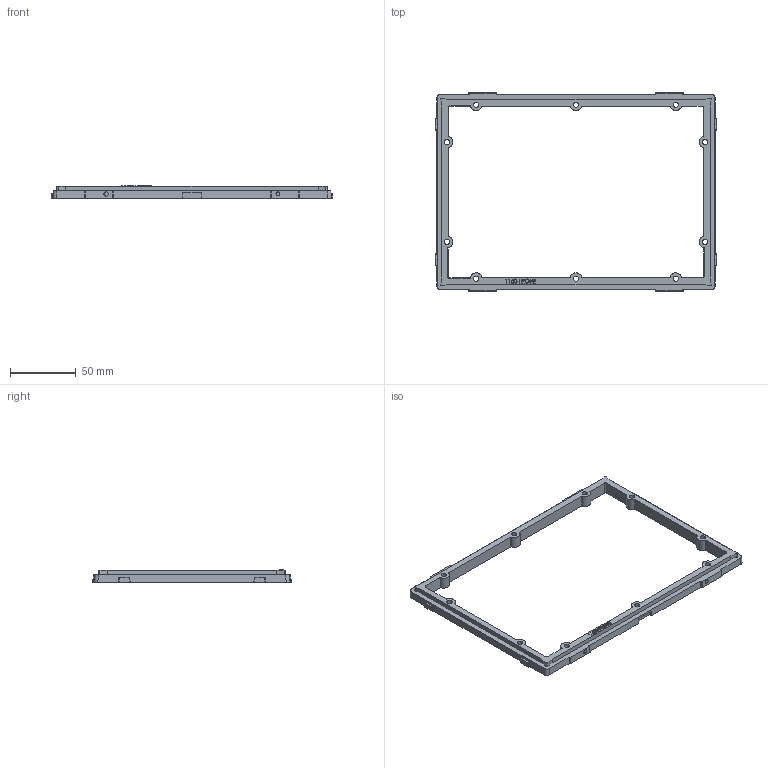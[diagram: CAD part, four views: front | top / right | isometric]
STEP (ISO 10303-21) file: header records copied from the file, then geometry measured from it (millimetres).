
FILE_DESCRIPTION (( 'STEP AP214' ), '1' );
FILE_NAME ('1153-946-110.STEP', '2016-02-01T16:57:47', ( '' ), ( '' ), 'SwSTEP 2.0', 'SolidWorks 2014', '' );
FILE_SCHEMA (( 'AUTOMOTIVE_DESIGN' ));
Length unit declared in the file: inch
Products named in the file (1): 1153-946-110
Bounding box: 214.88 x 151.23 x 9.65 mm (x, y, z)
Volume: 47150.4 mm3; surface area: 27291.4 mm2
Topology: 1 solids, 1 shells, 305 faces, 838 edges, 552 vertices
Faces by surface type: plane 142, cylinder 102, bspline 33, cone 28
Entity records: 11893 total; most frequent: CARTESIAN_POINT 4340, ORIENTED_EDGE 1676, DIRECTION 1411, EDGE_CURVE 838, VERTEX_POINT 552, VECTOR 525, LINE 525, AXIS2_PLACEMENT_3D 443
